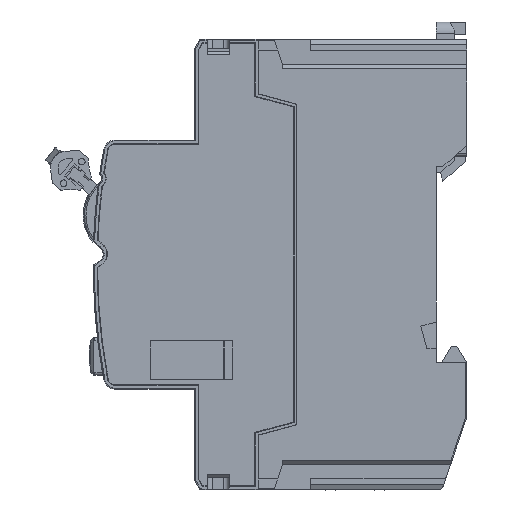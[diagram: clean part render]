
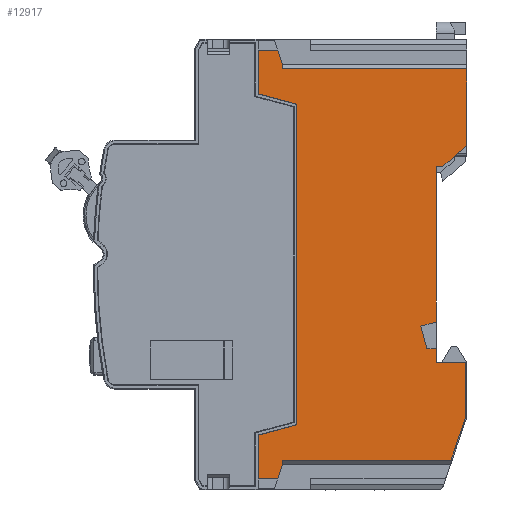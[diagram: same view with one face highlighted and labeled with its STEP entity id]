
A CAD part, left-side view. The second image highlights one B-rep face of the part: STEP entity #12917.
In plain terms, the highlighted planar face has unit normal (-1, 0, 0).
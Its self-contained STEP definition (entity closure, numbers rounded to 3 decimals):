
#3199=CIRCLE('',#115531,0.8);
#7265=FACE_OUTER_BOUND('',#23516,.T.);
#12917=ADVANCED_FACE('',(#7265),#17797,.F.);
#17797=PLANE('',#115532);
#23516=EDGE_LOOP('',(#48626,#48627,#48628,#48629,#48630,#48631,#48632,#48633,
#48634,#48635,#48636,#48637,#48638,#48639,#48640,#48641,#48642,#48643,#48644,
#48645,#48646,#48647,#48648,#48649,#48650));
#48626=ORIENTED_EDGE('',*,*,#80977,.F.);
#48627=ORIENTED_EDGE('',*,*,#80978,.T.);
#48628=ORIENTED_EDGE('',*,*,#80979,.T.);
#48629=ORIENTED_EDGE('',*,*,#80980,.F.);
#48630=ORIENTED_EDGE('',*,*,#80981,.F.);
#48631=ORIENTED_EDGE('',*,*,#80982,.F.);
#48632=ORIENTED_EDGE('',*,*,#80814,.T.);
#48633=ORIENTED_EDGE('',*,*,#80892,.F.);
#48634=ORIENTED_EDGE('',*,*,#80983,.F.);
#48635=ORIENTED_EDGE('',*,*,#80984,.T.);
#48636=ORIENTED_EDGE('',*,*,#80985,.T.);
#48637=ORIENTED_EDGE('',*,*,#80888,.F.);
#48638=ORIENTED_EDGE('',*,*,#80986,.T.);
#48639=ORIENTED_EDGE('',*,*,#80987,.T.);
#48640=ORIENTED_EDGE('',*,*,#80489,.T.);
#48641=ORIENTED_EDGE('',*,*,#80988,.T.);
#48642=ORIENTED_EDGE('',*,*,#80989,.T.);
#48643=ORIENTED_EDGE('',*,*,#80990,.F.);
#48644=ORIENTED_EDGE('',*,*,#80991,.F.);
#48645=ORIENTED_EDGE('',*,*,#77212,.T.);
#48646=ORIENTED_EDGE('',*,*,#80992,.F.);
#48647=ORIENTED_EDGE('',*,*,#80370,.T.);
#48648=ORIENTED_EDGE('',*,*,#80993,.T.);
#48649=ORIENTED_EDGE('',*,*,#77161,.F.);
#48650=ORIENTED_EDGE('',*,*,#80994,.T.);
#63983=VERTEX_POINT('',#167648);
#63984=VERTEX_POINT('',#167650);
#64033=VERTEX_POINT('',#167750);
#64034=VERTEX_POINT('',#167752);
#66569=VERTEX_POINT('',#174135);
#66570=VERTEX_POINT('',#174137);
#66651=VERTEX_POINT('',#174373);
#66652=VERTEX_POINT('',#174375);
#66836=VERTEX_POINT('',#175017);
#66837=VERTEX_POINT('',#175018);
#66903=VERTEX_POINT('',#175160);
#66904=VERTEX_POINT('',#175162);
#66907=VERTEX_POINT('',#175168);
#66938=VERTEX_POINT('',#175341);
#66939=VERTEX_POINT('',#175342);
#66940=VERTEX_POINT('',#175344);
#66941=VERTEX_POINT('',#175346);
#66942=VERTEX_POINT('',#175348);
#66943=VERTEX_POINT('',#175350);
#66944=VERTEX_POINT('',#175353);
#66945=VERTEX_POINT('',#175355);
#66946=VERTEX_POINT('',#175358);
#66947=VERTEX_POINT('',#175361);
#66948=VERTEX_POINT('',#175363);
#66949=VERTEX_POINT('',#175365);
#77161=EDGE_CURVE('',#63983,#63984,#90877,.T.);
#77212=EDGE_CURVE('',#64034,#64033,#90928,.T.);
#80370=EDGE_CURVE('',#66570,#66569,#93823,.T.);
#80489=EDGE_CURVE('',#66652,#66651,#93937,.T.);
#80814=EDGE_CURVE('',#66836,#66837,#94225,.T.);
#80888=EDGE_CURVE('',#66903,#66904,#94279,.T.);
#80892=EDGE_CURVE('',#66907,#66837,#94283,.T.);
#80977=EDGE_CURVE('',#66938,#66939,#94366,.T.);
#80978=EDGE_CURVE('',#66938,#66940,#94367,.T.);
#80979=EDGE_CURVE('',#66940,#66941,#94368,.T.);
#80980=EDGE_CURVE('',#66942,#66941,#94369,.T.);
#80981=EDGE_CURVE('',#66943,#66942,#3199,.T.);
#80982=EDGE_CURVE('',#66836,#66943,#94370,.T.);
#80983=EDGE_CURVE('',#66944,#66907,#94371,.T.);
#80984=EDGE_CURVE('',#66944,#66945,#94372,.T.);
#80985=EDGE_CURVE('',#66945,#66904,#94373,.T.);
#80986=EDGE_CURVE('',#66903,#66946,#94374,.T.);
#80987=EDGE_CURVE('',#66946,#66652,#94375,.T.);
#80988=EDGE_CURVE('',#66651,#66947,#94376,.T.);
#80989=EDGE_CURVE('',#66947,#66948,#94377,.T.);
#80990=EDGE_CURVE('',#66949,#66948,#94378,.T.);
#80991=EDGE_CURVE('',#64034,#66949,#94379,.T.);
#80992=EDGE_CURVE('',#66570,#64033,#94380,.T.);
#80993=EDGE_CURVE('',#66569,#63984,#94381,.T.);
#80994=EDGE_CURVE('',#63983,#66939,#94382,.T.);
#90877=LINE('',#167649,#103444);
#90928=LINE('',#167751,#103495);
#93823=LINE('',#174136,#106390);
#93937=LINE('',#174374,#106504);
#94225=LINE('',#175016,#106792);
#94279=LINE('',#175161,#106846);
#94283=LINE('',#175169,#106850);
#94366=LINE('',#175340,#106933);
#94367=LINE('',#175343,#106934);
#94368=LINE('',#175345,#106935);
#94369=LINE('',#175347,#106936);
#94370=LINE('',#175351,#106937);
#94371=LINE('',#175352,#106938);
#94372=LINE('',#175354,#106939);
#94373=LINE('',#175356,#106940);
#94374=LINE('',#175357,#106941);
#94375=LINE('',#175359,#106942);
#94376=LINE('',#175360,#106943);
#94377=LINE('',#175362,#106944);
#94378=LINE('',#175364,#106945);
#94379=LINE('',#175366,#106946);
#94380=LINE('',#175367,#106947);
#94381=LINE('',#175368,#106948);
#94382=LINE('',#175369,#106949);
#103444=VECTOR('',#132416,1.);
#103495=VECTOR('',#132469,1.);
#106390=VECTOR('',#137106,1.);
#106504=VECTOR('',#137304,1.);
#106792=VECTOR('',#137932,1.);
#106846=VECTOR('',#138032,1.);
#106850=VECTOR('',#138036,1.);
#106933=VECTOR('',#138235,1.);
#106934=VECTOR('',#138236,1.);
#106935=VECTOR('',#138237,1.);
#106936=VECTOR('',#138238,1.);
#106937=VECTOR('',#138241,1.);
#106938=VECTOR('',#138242,1.);
#106939=VECTOR('',#138243,1.);
#106940=VECTOR('',#138244,1.);
#106941=VECTOR('',#138245,1.);
#106942=VECTOR('',#138246,1.);
#106943=VECTOR('',#138247,1.);
#106944=VECTOR('',#138248,1.);
#106945=VECTOR('',#138249,1.);
#106946=VECTOR('',#138250,1.);
#106947=VECTOR('',#138251,1.);
#106948=VECTOR('',#138252,1.);
#106949=VECTOR('',#138253,1.);
#115531=AXIS2_PLACEMENT_3D('',#175349,#138239,#138240);
#115532=AXIS2_PLACEMENT_3D('',#175370,#138254,#138255);
#132416=DIRECTION('',(0.,0.,1.));
#132469=DIRECTION('',(0.,0.,-1.));
#137106=DIRECTION('',(0.,0.,-1.));
#137304=DIRECTION('',(0.,0.,1.));
#137932=DIRECTION('',(0.,1.,0.));
#138032=DIRECTION('',(0.,0.,-1.));
#138036=DIRECTION('',(0.,0.,-1.));
#138235=DIRECTION('',(0.,0.31,-0.951));
#138236=DIRECTION('',(0.,0.,1.));
#138237=DIRECTION('',(0.,-1.,0.));
#138238=DIRECTION('',(0.,0.326,-0.945));
#138239=DIRECTION('',(1.,0.,0.));
#138240=DIRECTION('',(0.,-1.,0.));
#138241=DIRECTION('',(0.,0.,-1.));
#138242=DIRECTION('',(0.,-1.,0.));
#138243=DIRECTION('',(0.,0.259,0.966));
#138244=DIRECTION('',(0.,-0.966,0.259));
#138245=DIRECTION('',(0.,-1.,0.));
#138246=DIRECTION('',(0.,-0.749,0.662));
#138247=DIRECTION('',(0.,1.,0.));
#138248=DIRECTION('',(0.,0.,1.));
#138249=DIRECTION('',(0.,-0.31,-0.951));
#138250=DIRECTION('',(0.,-1.,0.));
#138251=DIRECTION('',(0.,0.966,0.259));
#138252=DIRECTION('',(0.,0.966,-0.259));
#138253=DIRECTION('',(0.,-1.,0.));
#138254=DIRECTION('',(1.,0.,0.));
#138255=DIRECTION('',(0.,0.,1.));
#167648=CARTESIAN_POINT('',(-54.,38.,-38.75));
#167649=CARTESIAN_POINT('',(-54.,38.,-38.75));
#167650=CARTESIAN_POINT('',(-54.,38.,-30.85));
#167750=CARTESIAN_POINT('',(-54.,38.,30.85));
#167751=CARTESIAN_POINT('',(-54.,38.,38.75));
#167752=CARTESIAN_POINT('',(-54.,38.,38.75));
#174135=CARTESIAN_POINT('',(-54.,31.,-28.974));
#174136=CARTESIAN_POINT('',(-54.,31.,28.974));
#174137=CARTESIAN_POINT('',(-54.,31.,28.974));
#174373=CARTESIAN_POINT('',(-54.,0.3,35.35));
#174374=CARTESIAN_POINT('',(-54.,0.3,21.5));
#174375=CARTESIAN_POINT('',(-54.,0.3,21.5));
#175016=CARTESIAN_POINT('',(-54.,0.5,-17.75));
#175017=CARTESIAN_POINT('',(-54.,0.5,-17.75));
#175018=CARTESIAN_POINT('',(-54.,5.8,-17.75));
#175160=CARTESIAN_POINT('',(-54.,5.8,17.7));
#175161=CARTESIAN_POINT('',(-54.,5.8,17.7));
#175162=CARTESIAN_POINT('',(-54.,5.8,-10.402));
#175168=CARTESIAN_POINT('',(-54.,5.8,-15.206));
#175169=CARTESIAN_POINT('',(-54.,5.8,-15.206));
#175340=CARTESIAN_POINT('',(-54.,33.6,-36.15));
#175341=CARTESIAN_POINT('',(-54.,33.6,-36.15));
#175342=CARTESIAN_POINT('',(-54.,34.448,-38.75));
#175343=CARTESIAN_POINT('',(-54.,33.6,-36.15));
#175344=CARTESIAN_POINT('',(-54.,33.6,-35.35));
#175345=CARTESIAN_POINT('',(-54.,33.6,-35.35));
#175346=CARTESIAN_POINT('',(-54.,3.149,-35.35));
#175347=CARTESIAN_POINT('',(-54.,0.544,-27.793));
#175348=CARTESIAN_POINT('',(-54.,0.544,-27.793));
#175349=CARTESIAN_POINT('',(-54.,1.3,-27.532));
#175350=CARTESIAN_POINT('',(-54.,0.5,-27.532));
#175351=CARTESIAN_POINT('',(-54.,0.5,-17.75));
#175352=CARTESIAN_POINT('',(-54.,7.5,-15.206));
#175353=CARTESIAN_POINT('',(-54.,7.5,-15.206));
#175354=CARTESIAN_POINT('',(-54.,7.5,-15.206));
#175355=CARTESIAN_POINT('',(-54.,8.587,-11.149));
#175356=CARTESIAN_POINT('',(-54.,8.587,-11.149));
#175357=CARTESIAN_POINT('',(-54.,5.8,17.7));
#175358=CARTESIAN_POINT('',(-54.,4.6,17.7));
#175359=CARTESIAN_POINT('',(-54.,4.6,17.7));
#175360=CARTESIAN_POINT('',(-54.,0.3,35.35));
#175361=CARTESIAN_POINT('',(-54.,33.6,35.35));
#175362=CARTESIAN_POINT('',(-54.,33.6,35.35));
#175363=CARTESIAN_POINT('',(-54.,33.6,36.15));
#175364=CARTESIAN_POINT('',(-54.,34.448,38.75));
#175365=CARTESIAN_POINT('',(-54.,34.448,38.75));
#175366=CARTESIAN_POINT('',(-54.,38.,38.75));
#175367=CARTESIAN_POINT('',(-54.,31.,28.974));
#175368=CARTESIAN_POINT('',(-54.,31.,-28.974));
#175369=CARTESIAN_POINT('',(-54.,38.,-38.75));
#175370=CARTESIAN_POINT('',(-54.,0.,40.75));
